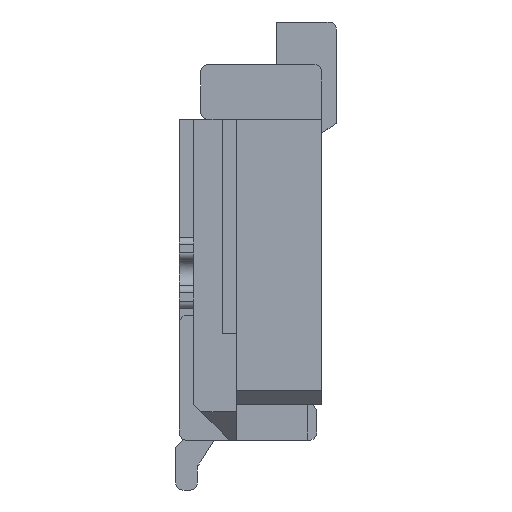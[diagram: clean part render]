
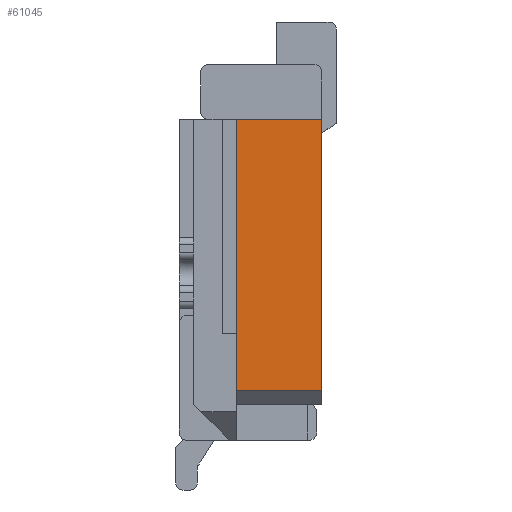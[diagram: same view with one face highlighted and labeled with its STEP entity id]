
A CAD part, left-side view. The second image highlights one B-rep face of the part: STEP entity #61045.
In plain terms, the highlighted planar face has unit normal (-1, 0, 0).
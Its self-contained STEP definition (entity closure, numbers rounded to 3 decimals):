
#1163 = VERTEX_POINT ( 'NONE', #45876 ) ;
#6489 = VECTOR ( 'NONE', #68264, 1000. ) ;
#8182 = DIRECTION ( 'NONE',  ( 0., -1., 0. ) ) ;
#11814 = DIRECTION ( 'NONE',  ( 0., 0., 1. ) ) ;
#14497 = CARTESIAN_POINT ( 'NONE',  ( -12.2, -1., 4.5 ) ) ;
#16029 = DIRECTION ( 'NONE',  ( 1., 0., 0. ) ) ;
#17548 = CARTESIAN_POINT ( 'NONE',  ( -12.2, -1., 0.7 ) ) ;
#20306 = ORIENTED_EDGE ( 'NONE', *, *, #66671, .T. ) ;
#20964 = CARTESIAN_POINT ( 'NONE',  ( -12.2, -1., 4.5 ) ) ;
#21492 = VECTOR ( 'NONE', #11814, 1000. ) ;
#22606 = DIRECTION ( 'NONE',  ( 0., -1., 0. ) ) ;
#22820 = ORIENTED_EDGE ( 'NONE', *, *, #50839, .F. ) ;
#22890 = ORIENTED_EDGE ( 'NONE', *, *, #38500, .F. ) ;
#25006 = CARTESIAN_POINT ( 'NONE',  ( -12.2, 0.2, 4.5 ) ) ;
#25992 = LINE ( 'NONE', #20964, #43766 ) ;
#26896 = CARTESIAN_POINT ( 'NONE',  ( -12.2, -1., 4.5 ) ) ;
#29535 = AXIS2_PLACEMENT_3D ( 'NONE', #14497, #16029, #63592 ) ;
#31907 = FACE_OUTER_BOUND ( 'NONE', #53227, .T. ) ;
#37898 = EDGE_CURVE ( 'NONE', #1163, #76437, #58622, .T. ) ;
#38500 = EDGE_CURVE ( 'NONE', #76437, #70828, #25992, .T. ) ;
#40701 = LINE ( 'NONE', #26896, #6489 ) ;
#43509 = PLANE ( 'NONE',  #29535 ) ;
#43766 = VECTOR ( 'NONE', #8182, 1000. ) ;
#44165 = VERTEX_POINT ( 'NONE', #67776 ) ;
#45876 = CARTESIAN_POINT ( 'NONE',  ( -12.2, 0.2, 0.7 ) ) ;
#50839 = EDGE_CURVE ( 'NONE', #70828, #44165, #40701, .T. ) ;
#52822 = CARTESIAN_POINT ( 'NONE',  ( -12.2, 0.2, 1.5 ) ) ;
#53227 = EDGE_LOOP ( 'NONE', ( #55809, #20306, #22820, #22890 ) ) ;
#55809 = ORIENTED_EDGE ( 'NONE', *, *, #37898, .F. ) ;
#55888 = CARTESIAN_POINT ( 'NONE',  ( -12.2, -1., 4.5 ) ) ;
#58622 = LINE ( 'NONE', #52822, #21492 ) ;
#61045 = ADVANCED_FACE ( 'NONE', ( #31907 ), #43509, .F. ) ;
#63592 = DIRECTION ( 'NONE',  ( 0., 0., -1. ) ) ;
#66671 = EDGE_CURVE ( 'NONE', #1163, #44165, #75544, .T. ) ;
#67141 = VECTOR ( 'NONE', #22606, 1000. ) ;
#67776 = CARTESIAN_POINT ( 'NONE',  ( -12.2, -1., 0.7 ) ) ;
#68264 = DIRECTION ( 'NONE',  ( 0., 0., -1. ) ) ;
#70828 = VERTEX_POINT ( 'NONE', #55888 ) ;
#75544 = LINE ( 'NONE', #17548, #67141 ) ;
#76437 = VERTEX_POINT ( 'NONE', #25006 ) ;
